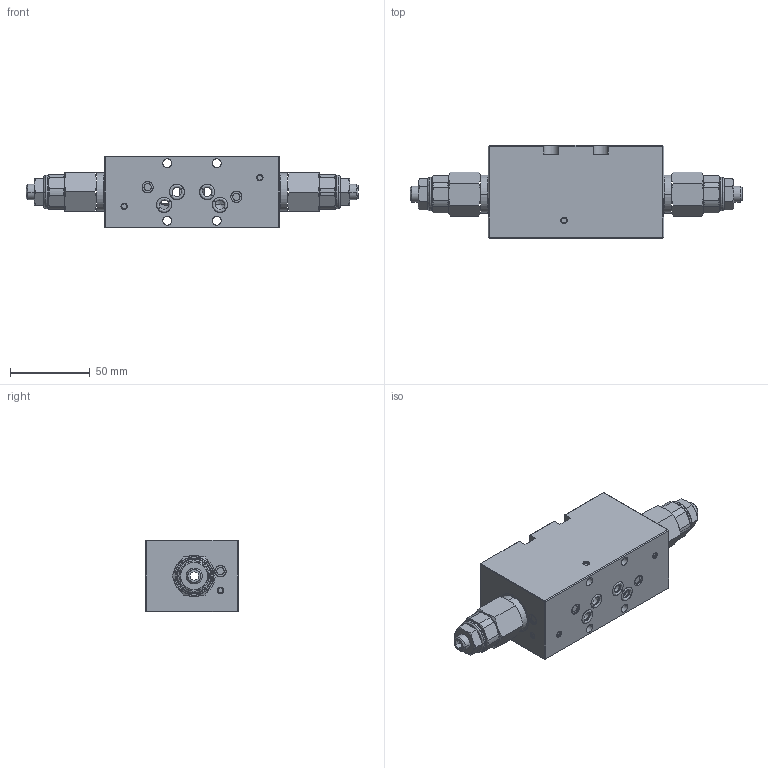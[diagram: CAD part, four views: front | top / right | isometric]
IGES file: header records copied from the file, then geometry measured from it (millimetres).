
Start section: SolidWorks IGES file using analytic representation for surfaces
Global section: file name: CM30003.igs; native system: SolidWorks 2016; preprocessor: SolidWorks 2016; author: serviziopdm; date: 170308.092419; units: millimetre
Bounding box: 208 x 58.68 x 45 mm (x, y, z)
Surface area: 43334.5 mm2 (no closed solid volume)
Topology: 0 solids, 0 shells, 358 faces, 5673 edges, 5671 vertices
Faces by surface type: bspline 206, revolution 152
